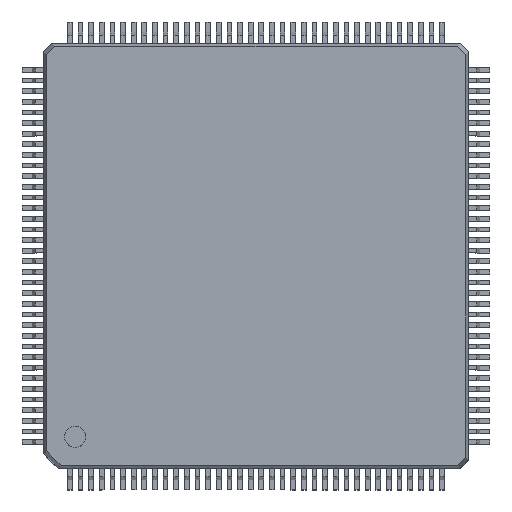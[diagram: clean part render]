
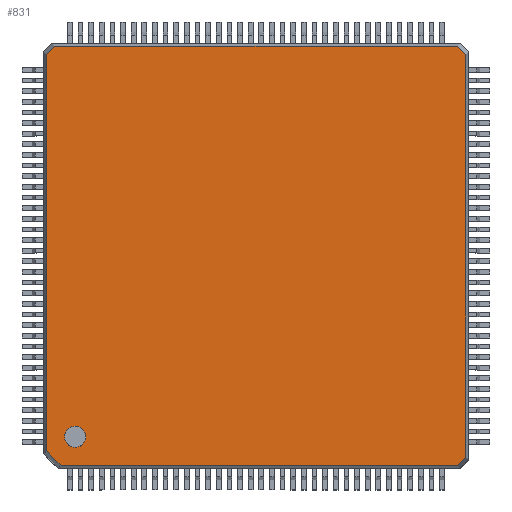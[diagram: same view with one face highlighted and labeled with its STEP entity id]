
A CAD part, top view. The second image highlights one B-rep face of the part: STEP entity #831.
In plain terms, the highlighted free-form (B-spline) face has degree [1, 1] with [2, 2] control points.
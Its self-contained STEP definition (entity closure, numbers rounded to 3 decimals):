
#660 = VERTEX_POINT('',#661);
#661 = CARTESIAN_POINT('',(-9.85,-9.161,1.3));
#668 = VERTEX_POINT('',#669);
#669 = CARTESIAN_POINT('',(-9.85,9.456,1.3));
#674 = EDGE_CURVE('',#660,#668,#675,.T.);
#675 = B_SPLINE_CURVE_WITH_KNOTS('',1,(#676,#677),.UNSPECIFIED.,.F.,.F.,
  (2,2),(1.,2.),.PIECEWISE_BEZIER_KNOTS.);
#676 = CARTESIAN_POINT('',(-9.85,-9.161,1.3));
#677 = CARTESIAN_POINT('',(-9.85,9.456,1.3));
#690 = VERTEX_POINT('',#691);
#691 = CARTESIAN_POINT('',(-9.456,9.85,1.3));
#696 = EDGE_CURVE('',#668,#690,#697,.T.);
#697 = B_SPLINE_CURVE_WITH_KNOTS('',1,(#698,#699),.UNSPECIFIED.,.F.,.F.,
  (2,2),(0.,0.566),.PIECEWISE_BEZIER_KNOTS.);
#698 = CARTESIAN_POINT('',(-9.85,9.456,1.3));
#699 = CARTESIAN_POINT('',(-9.456,9.85,1.3));
#712 = VERTEX_POINT('',#713);
#713 = CARTESIAN_POINT('',(9.456,9.85,1.3));
#718 = EDGE_CURVE('',#690,#712,#719,.T.);
#719 = B_SPLINE_CURVE_WITH_KNOTS('',1,(#720,#721),.UNSPECIFIED.,.F.,.F.,
  (2,2),(0.,19.2),.PIECEWISE_BEZIER_KNOTS.);
#720 = CARTESIAN_POINT('',(-9.456,9.85,1.3));
#721 = CARTESIAN_POINT('',(9.456,9.85,1.3));
#734 = VERTEX_POINT('',#735);
#735 = CARTESIAN_POINT('',(9.85,9.456,1.3));
#740 = EDGE_CURVE('',#712,#734,#741,.T.);
#741 = B_SPLINE_CURVE_WITH_KNOTS('',1,(#742,#743),.UNSPECIFIED.,.F.,.F.,
  (2,2),(0.,0.566),.PIECEWISE_BEZIER_KNOTS.);
#742 = CARTESIAN_POINT('',(9.456,9.85,1.3));
#743 = CARTESIAN_POINT('',(9.85,9.456,1.3));
#756 = VERTEX_POINT('',#757);
#757 = CARTESIAN_POINT('',(9.85,-9.456,1.3));
#762 = EDGE_CURVE('',#734,#756,#763,.T.);
#763 = B_SPLINE_CURVE_WITH_KNOTS('',1,(#764,#765),.UNSPECIFIED.,.F.,.F.,
  (2,2),(0.,19.2),.PIECEWISE_BEZIER_KNOTS.);
#764 = CARTESIAN_POINT('',(9.85,9.456,1.3));
#765 = CARTESIAN_POINT('',(9.85,-9.456,1.3));
#778 = VERTEX_POINT('',#779);
#779 = CARTESIAN_POINT('',(9.456,-9.85,1.3));
#784 = EDGE_CURVE('',#756,#778,#785,.T.);
#785 = B_SPLINE_CURVE_WITH_KNOTS('',1,(#786,#787),.UNSPECIFIED.,.F.,.F.,
  (2,2),(0.,0.566),.PIECEWISE_BEZIER_KNOTS.);
#786 = CARTESIAN_POINT('',(9.85,-9.456,1.3));
#787 = CARTESIAN_POINT('',(9.456,-9.85,1.3));
#800 = VERTEX_POINT('',#801);
#801 = CARTESIAN_POINT('',(-9.161,-9.85,1.3));
#806 = EDGE_CURVE('',#778,#800,#807,.T.);
#807 = B_SPLINE_CURVE_WITH_KNOTS('',1,(#808,#809),.UNSPECIFIED.,.F.,.F.,
  (2,2),(7.,8.),.PIECEWISE_BEZIER_KNOTS.);
#808 = CARTESIAN_POINT('',(9.456,-9.85,1.3));
#809 = CARTESIAN_POINT('',(-9.161,-9.85,1.3));
#822 = EDGE_CURVE('',#800,#660,#823,.T.);
#823 = B_SPLINE_CURVE_WITH_KNOTS('',1,(#824,#825),.UNSPECIFIED.,.F.,.F.,
  (2,2),(0.,0.99),.PIECEWISE_BEZIER_KNOTS.);
#824 = CARTESIAN_POINT('',(-9.161,-9.85,1.3));
#825 = CARTESIAN_POINT('',(-9.85,-9.161,1.3));
#831 = ADVANCED_FACE('',(#832,#842),#893,.F.);
#832 = FACE_BOUND('',#833,.F.);
#833 = EDGE_LOOP('',(#834,#835,#836,#837,#838,#839,#840,#841));
#834 = ORIENTED_EDGE('',*,*,#822,.T.);
#835 = ORIENTED_EDGE('',*,*,#674,.T.);
#836 = ORIENTED_EDGE('',*,*,#696,.T.);
#837 = ORIENTED_EDGE('',*,*,#718,.T.);
#838 = ORIENTED_EDGE('',*,*,#740,.T.);
#839 = ORIENTED_EDGE('',*,*,#762,.T.);
#840 = ORIENTED_EDGE('',*,*,#784,.T.);
#841 = ORIENTED_EDGE('',*,*,#806,.T.);
#842 = FACE_BOUND('',#843,.F.);
#843 = EDGE_LOOP('',(#844,#858));
#844 = ORIENTED_EDGE('',*,*,#845,.T.);
#845 = EDGE_CURVE('',#846,#848,#850,.T.);
#846 = VERTEX_POINT('',#847);
#847 = CARTESIAN_POINT('',(-8.,-8.5,1.3));
#848 = VERTEX_POINT('',#849);
#849 = CARTESIAN_POINT('',(-8.003,-8.446,1.3));
#850 = B_SPLINE_CURVE_WITH_KNOTS('',3,(#851,#852,#853,#854,#855,#856,
    #857),.UNSPECIFIED.,.F.,.F.,(4,1,1,1,4),(0.,0.044,
    0.405,0.705,1.),.UNSPECIFIED.);
#851 = CARTESIAN_POINT('',(-8.,-8.5,1.3));
#852 = CARTESIAN_POINT('',(-8.,-8.499,1.3));
#853 = CARTESIAN_POINT('',(-8.,-8.492,1.3));
#854 = CARTESIAN_POINT('',(-8.,-8.479,1.3));
#855 = CARTESIAN_POINT('',(-8.001,-8.462,1.3));
#856 = CARTESIAN_POINT('',(-8.002,-8.451,1.3));
#857 = CARTESIAN_POINT('',(-8.003,-8.446,1.3));
#858 = ORIENTED_EDGE('',*,*,#859,.T.);
#859 = EDGE_CURVE('',#848,#846,#860,.T.);
#860 = B_SPLINE_CURVE_WITH_KNOTS('',7,(#861,#862,#863,#864,#865,#866,
    #867,#868,#869,#870,#871,#872,#873,#874,#875,#876,#877,#878,#879,
    #880,#881,#882,#883,#884,#885,#886,#887,#888,#889,#890,#891,#892),
  .UNSPECIFIED.,.F.,.F.,(8,6,6,6,6,8),(0.,0.177,0.364,
    0.55,0.753,1.),.UNSPECIFIED.);
#861 = CARTESIAN_POINT('',(-8.003,-8.446,1.3));
#862 = CARTESIAN_POINT('',(-8.011,-8.368,1.3));
#863 = CARTESIAN_POINT('',(-8.034,-8.292,1.3));
#864 = CARTESIAN_POINT('',(-8.07,-8.221,1.3));
#865 = CARTESIAN_POINT('',(-8.119,-8.157,1.3));
#866 = CARTESIAN_POINT('',(-8.179,-8.103,1.3));
#867 = CARTESIAN_POINT('',(-8.246,-8.062,1.3));
#868 = CARTESIAN_POINT('',(-8.396,-8.004,1.3));
#869 = CARTESIAN_POINT('',(-8.479,-7.989,1.3));
#870 = CARTESIAN_POINT('',(-8.564,-7.99,1.3));
#871 = CARTESIAN_POINT('',(-8.647,-8.008,1.3));
#872 = CARTESIAN_POINT('',(-8.725,-8.041,1.3));
#873 = CARTESIAN_POINT('',(-8.795,-8.088,1.3));
#874 = CARTESIAN_POINT('',(-8.911,-8.204,1.3));
#875 = CARTESIAN_POINT('',(-8.958,-8.273,1.3));
#876 = CARTESIAN_POINT('',(-8.992,-8.351,1.3));
#877 = CARTESIAN_POINT('',(-9.01,-8.434,1.3));
#878 = CARTESIAN_POINT('',(-9.011,-8.519,1.3));
#879 = CARTESIAN_POINT('',(-8.996,-8.601,1.3));
#880 = CARTESIAN_POINT('',(-8.935,-8.762,1.3));
#881 = CARTESIAN_POINT('',(-8.886,-8.839,1.3));
#882 = CARTESIAN_POINT('',(-8.821,-8.905,1.3));
#883 = CARTESIAN_POINT('',(-8.743,-8.956,1.3));
#884 = CARTESIAN_POINT('',(-8.657,-8.989,1.3));
#885 = CARTESIAN_POINT('',(-8.566,-9.004,1.3));
#886 = CARTESIAN_POINT('',(-8.368,-8.994,1.3));
#887 = CARTESIAN_POINT('',(-8.26,-8.962,1.3));
#888 = CARTESIAN_POINT('',(-8.163,-8.902,1.3));
#889 = CARTESIAN_POINT('',(-8.083,-8.818,1.3));
#890 = CARTESIAN_POINT('',(-8.028,-8.718,1.3));
#891 = CARTESIAN_POINT('',(-8.,-8.609,1.3));
#892 = CARTESIAN_POINT('',(-8.,-8.5,1.3));
#893 = B_SPLINE_SURFACE_WITH_KNOTS('',1,1,(
    (#894,#895)
    ,(#896,#897
    )),.UNSPECIFIED.,.F.,.F.,.F.,(2,2),(2,2),(-9.977,
    10.023),(-10.023,9.977),
  .PIECEWISE_BEZIER_KNOTS.);
#894 = CARTESIAN_POINT('',(9.85,-9.85,1.3));
#895 = CARTESIAN_POINT('',(9.85,9.85,1.3));
#896 = CARTESIAN_POINT('',(-9.85,-9.85,1.3));
#897 = CARTESIAN_POINT('',(-9.85,9.85,1.3));
